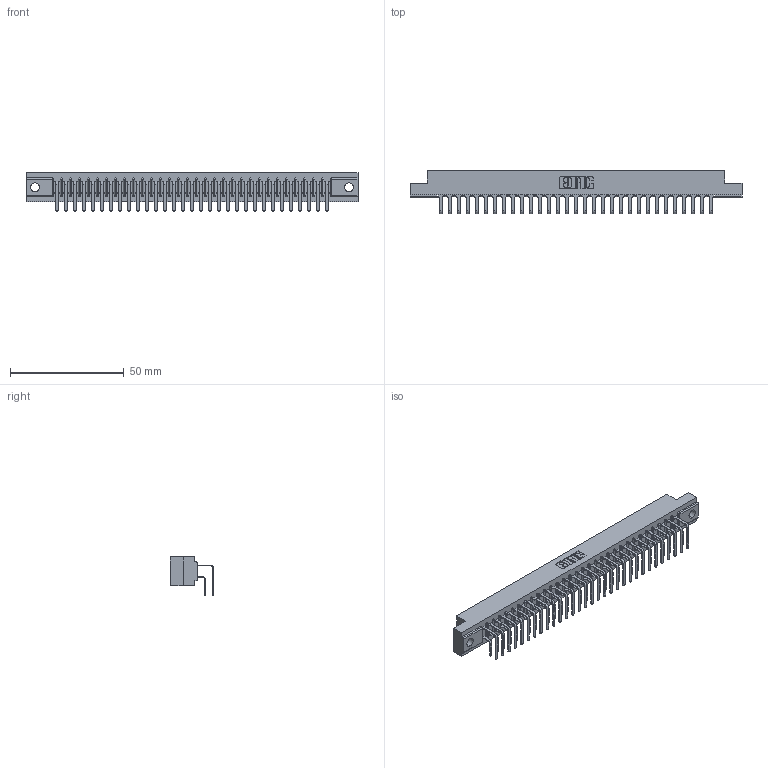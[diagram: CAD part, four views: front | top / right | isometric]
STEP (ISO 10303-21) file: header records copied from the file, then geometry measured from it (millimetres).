
FILE_DESCRIPTION (( 'STEP AP203' ), '1' );
FILE_NAME ('357-062-558-204.STEP', '2019-09-19T07:12:32', ( '' ), ( '' ), 'SwSTEP 2.0', 'SolidWorks 2016', '' );
FILE_SCHEMA (( 'CONFIG_CONTROL_DESIGN' ));
Length unit declared in the file: inch
Products named in the file (4): 357-062-558-204; 307-290-001_558 - 2 (Single); 307 Part_.156 Dia Mounting Holes; 307-290-001_558 559 - 1 (Single)
Assembly tree (63 placements, depth 2):
  357-062-558-204
    307 Part_.156 Dia Mounting Holes
    307-290-001_558 559 - 1 (Single)  x31
    307-290-001_558 - 2 (Single)  x31
Bounding box: 145.85 x 18.96 x 16.8 mm (x, y, z)
Volume: 15600.1 mm3; surface area: 20300.2 mm2
Topology: 63 solids, 63 shells, 3264 faces, 9163 edges, 5938 vertices
Faces by surface type: plane 2130, cylinder 1070, sphere 64
Entity records: 30789 total; most frequent: CARTESIAN_POINT 5047, ORIENTED_EDGE 4998, DIRECTION 4939, EDGE_CURVE 2499, LINE 1919, VECTOR 1919, VERTEX_POINT 1618, AXIS2_PLACEMENT_3D 1510
